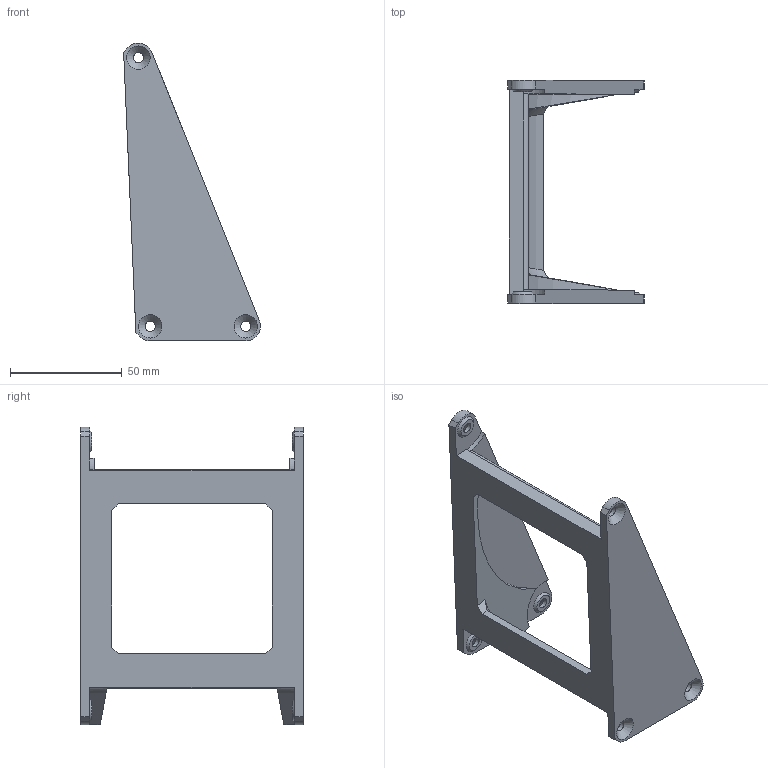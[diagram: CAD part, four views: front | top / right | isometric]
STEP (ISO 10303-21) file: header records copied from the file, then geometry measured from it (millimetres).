
FILE_DESCRIPTION(/* description */ ('CAx-IF Rec.Pracs.---Representation and Presentation of Product Manufacturing Information (PMI)---4.0---2014-10-13','CAx-IF Rec.Pracs.---3D Tessellated Geometry---0.4---2014-09-14','2;1'),/* implementation_level */ '2;1');
FILE_NAME(/* name */ 'V07-06-01-01-02 - Inner spool holder rocker body',/* time_stamp */ '2022-03-25T17:25:39+03:00',/* author */ (''),/* organization */ (''),/* preprocessor_version */ 'ST-DEVELOPER v16.7',/* originating_system */ 'SIEMENS PLM Software NX 1911',/* authorisation */ $);
FILE_SCHEMA (('AP242_MANAGED_MODEL_BASED_3D_ENGINEERING_MIM_LF { 1 0 10303 442 1 1 4 }'));
Length unit declared in the file: millimetre
Products named in the file (1): V07-06-01-01-02 - Inner spool holder rocker body
Bounding box: 61.09 x 99.5 x 133 mm (x, y, z)
Volume: 81238.8 mm3; surface area: 31968.5 mm2
Topology: 1 solids, 1 shells, 72 faces, 196 edges, 131 vertices
Faces by surface type: plane 37, cylinder 20, cone 12, bspline 3
Full cylindrical faces by diameter (mm): 4.5 x6
Entity records: 2241 total; most frequent: CARTESIAN_POINT 445, DIRECTION 367, ORIENTED_EDGE 350, EDGE_CURVE 175, AXIS2_PLACEMENT_3D 136, VERTEX_POINT 122, EDGE_LOOP 103, FACE_BOUND 103
